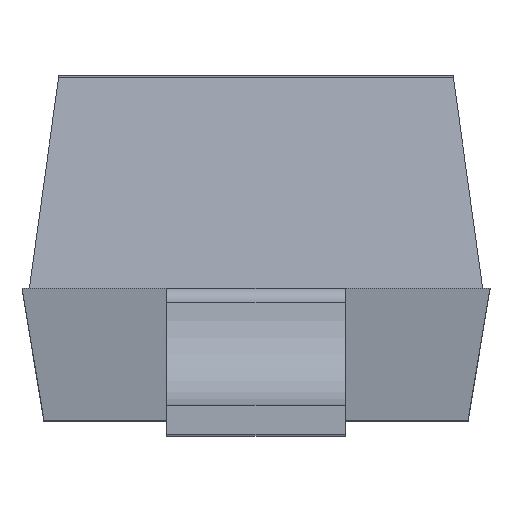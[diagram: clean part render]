
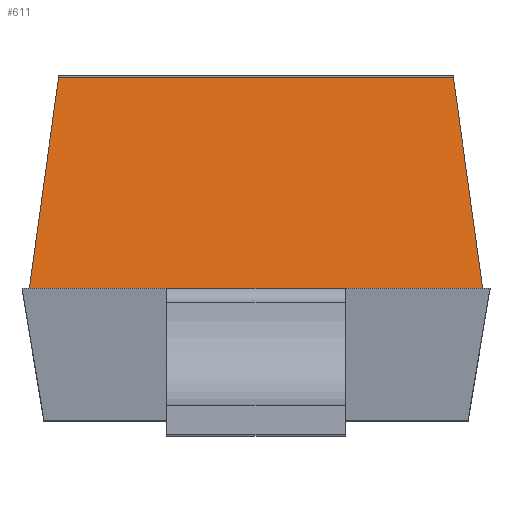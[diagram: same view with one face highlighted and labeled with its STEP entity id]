
A CAD part, top view. The second image highlights one B-rep face of the part: STEP entity #611.
In plain terms, the highlighted planar face has unit normal (0, 0.138, 0.991).
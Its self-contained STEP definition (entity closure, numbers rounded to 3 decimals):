
#51=FACE_OUTER_BOUND('',#89,.T.);
#89=EDGE_LOOP('',(#441,#442,#443,#444));
#131=LINE('',#915,#203);
#135=LINE('',#924,#207);
#139=LINE('',#930,#211);
#140=LINE('',#932,#212);
#203=VECTOR('',#737,10.);
#207=VECTOR('',#743,10.);
#211=VECTOR('',#751,10.);
#212=VECTOR('',#754,10.);
#271=VERTEX_POINT('',#912);
#272=VERTEX_POINT('',#914);
#275=VERTEX_POINT('',#921);
#276=VERTEX_POINT('',#923);
#331=EDGE_CURVE('',#271,#272,#131,.T.);
#335=EDGE_CURVE('',#276,#275,#135,.T.);
#339=EDGE_CURVE('',#276,#271,#139,.T.);
#340=EDGE_CURVE('',#275,#272,#140,.T.);
#441=ORIENTED_EDGE('',*,*,#335,.T.);
#442=ORIENTED_EDGE('',*,*,#340,.T.);
#443=ORIENTED_EDGE('',*,*,#331,.F.);
#444=ORIENTED_EDGE('',*,*,#339,.F.);
#579=PLANE('',#667);
#611=ADVANCED_FACE('',(#51),#579,.T.);
#667=AXIS2_PLACEMENT_3D('',#931,#752,#753);
#737=DIRECTION('',(1.,0.,0.));
#743=DIRECTION('',(1.,0.,0.));
#751=DIRECTION('',(0.136,0.981,-0.136));
#752=DIRECTION('center_axis',(0.,0.138,0.99));
#753=DIRECTION('ref_axis',(1.,0.,0.));
#754=DIRECTION('',(-0.136,0.981,-0.136));
#912=CARTESIAN_POINT('',(-0.675,1.17,1.22));
#914=CARTESIAN_POINT('',(0.675,1.17,1.22));
#915=CARTESIAN_POINT('',(-0.675,1.17,1.22));
#921=CARTESIAN_POINT('',(0.775,0.45,1.32));
#923=CARTESIAN_POINT('',(-0.775,0.45,1.32));
#924=CARTESIAN_POINT('',(-0.775,0.45,1.32));
#930=CARTESIAN_POINT('',(-0.775,0.45,1.32));
#931=CARTESIAN_POINT('Origin',(-0.775,0.45,1.32));
#932=CARTESIAN_POINT('',(0.775,0.45,1.32));
